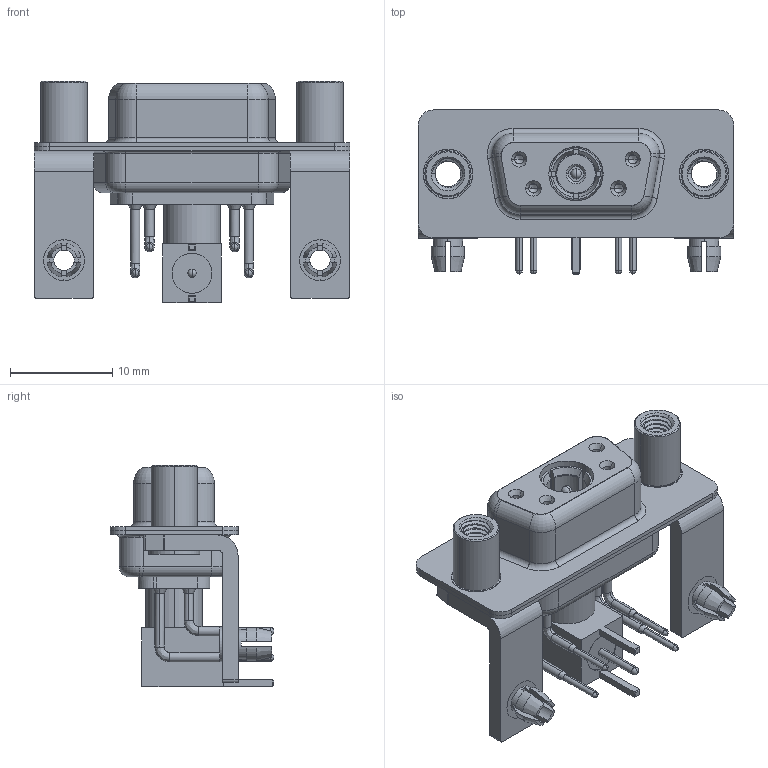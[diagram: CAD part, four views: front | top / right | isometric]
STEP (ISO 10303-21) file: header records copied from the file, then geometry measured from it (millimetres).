
FILE_DESCRIPTION (( 'STEP AP203' ), '1' );
FILE_NAME ('630-5W1-240-5ND.STEP', '2022-05-27T07:27:38', ( '' ), ( '' ), 'SwSTEP 2.0', 'SolidWorks 2020', '' );
FILE_SCHEMA (( 'CONFIG_CONTROL_DESIGN' ));
Length unit declared in the file: millimetre
Products named in the file (16): 630Combo Stabilizer Bracket; RA Back Shell; Pin_RA; 630Combo Housing_5W1; 630-5W1-240-5ND; Insulator RA Pin; Insulator Pin_Straight PC Tail; 630Combo Shell Front_09 Contacts; 630Combo Contact Row 1; Locking Collar; 630Combo Board Lock; Co-Ax Plug Assy_RA; 630Combo Contact Row 2; 630Combo Shell Rear_09 Contacts; Co-Ax Plug_RA PC Tail; 630Combo Threaded Standoff_D
Assembly tree (20 placements, depth 3):
  630-5W1-240-5ND
    630Combo Housing_5W1
    630Combo Shell Front_09 Contacts
    630Combo Shell Rear_09 Contacts
    630Combo Stabilizer Bracket  x2
    630Combo Board Lock  x2
    630Combo Threaded Standoff_D  x2
    Co-Ax Plug Assy_RA
      Co-Ax Plug_RA PC Tail
      Insulator Pin_Straight PC Tail
      Pin_RA
      Locking Collar
      RA Back Shell
      Insulator RA Pin
    630Combo Contact Row 1  x2
    630Combo Contact Row 2  x2
Bounding box: 30.8 x 16 x 21.61 mm (x, y, z)
Volume: 2391.3 mm3; surface area: 6146.6 mm2
Topology: 19 solids, 19 shells, 849 faces, 2140 edges, 1356 vertices
Faces by surface type: cylinder 398, plane 264, cone 97, torus 63, bspline 23, sphere 4
Entity records: 23447 total; most frequent: CARTESIAN_POINT 6205, DIRECTION 3420, ORIENTED_EDGE 3136, EDGE_CURVE 1568, AXIS2_PLACEMENT_3D 1369, VERTEX_POINT 999, EDGE_LOOP 723, CIRCLE 716
